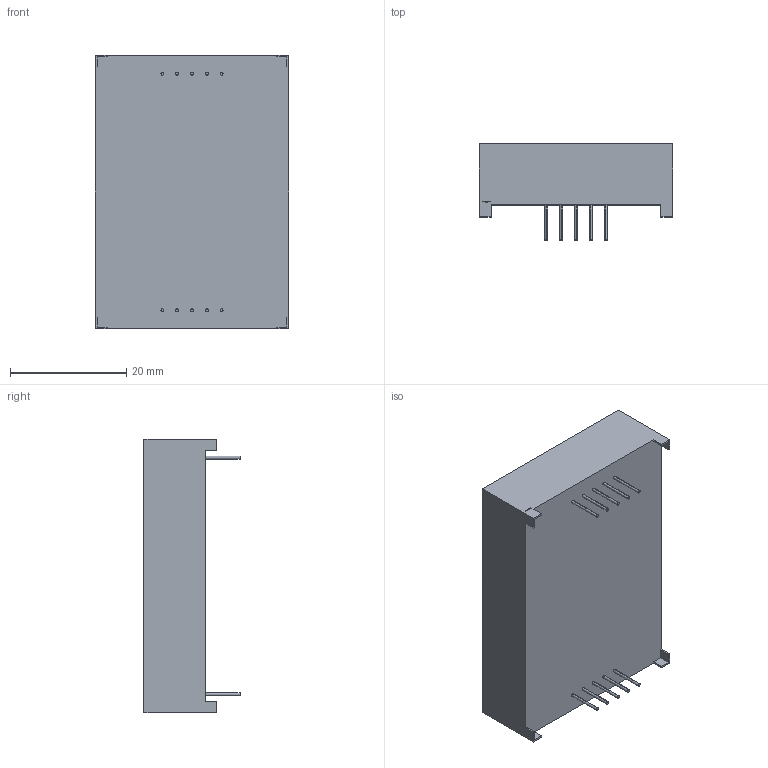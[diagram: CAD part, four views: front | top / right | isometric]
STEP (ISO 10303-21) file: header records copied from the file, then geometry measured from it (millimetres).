
FILE_DESCRIPTION (( 'STEP AP214' ), '1' );
FILE_NAME ('SA15-11.STEP', '2008-09-07T16:15:46', ( '' ), ( '' ), 'SwSTEP 2.0', 'SolidWorks 2008', '' );
FILE_SCHEMA (( 'AUTOMOTIVE_DESIGN' ));
Length unit declared in the file: millimetre
Products named in the file (1): SA15-11
Bounding box: 33.15 x 16.5 x 47 mm (x, y, z)
Volume: 16337.5 mm3; surface area: 4986.4 mm2
Topology: 1 solids, 1 shells, 391 faces, 1029 edges, 686 vertices
Faces by surface type: plane 253, bspline 116, cylinder 22
Entity records: 21329 total; most frequent: CARTESIAN_POINT 8495, ORIENTED_EDGE 2058, DIRECTION 1393, EDGE_CURVE 1029, VECTOR 753, LINE 753, VERTEX_POINT 686, EDGE_LOOP 437
